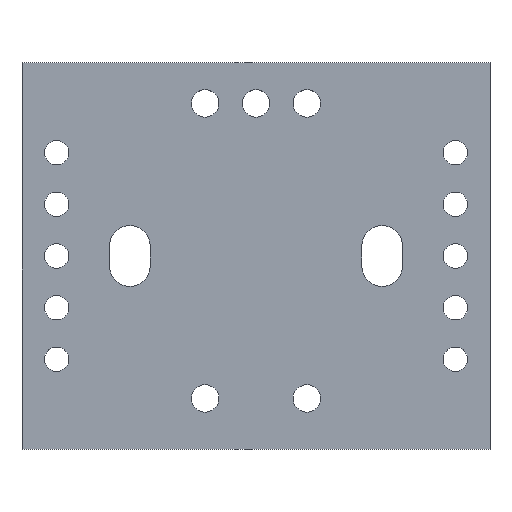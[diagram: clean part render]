
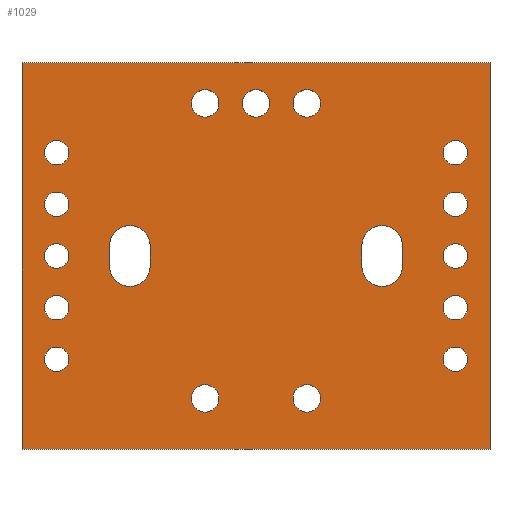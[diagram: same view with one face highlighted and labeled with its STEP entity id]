
A CAD part, top view. The second image highlights one B-rep face of the part: STEP entity #1029.
In plain terms, the highlighted planar face has unit normal (0, 0, 1).
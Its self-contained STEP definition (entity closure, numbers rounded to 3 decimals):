
#92 = VERTEX_POINT('',#93);
#93 = CARTESIAN_POINT('',(-11.5,-9.5,1.2));
#99 = EDGE_CURVE('',#92,#100,#102,.T.);
#100 = VERTEX_POINT('',#101);
#101 = CARTESIAN_POINT('',(-11.5,9.5,1.2));
#102 = LINE('',#103,#104);
#103 = CARTESIAN_POINT('',(-11.5,-9.5,1.2));
#104 = VECTOR('',#105,1.);
#105 = DIRECTION('',(0.,1.,0.));
#130 = EDGE_CURVE('',#100,#131,#133,.T.);
#131 = VERTEX_POINT('',#132);
#132 = CARTESIAN_POINT('',(11.5,9.5,1.2));
#133 = LINE('',#134,#135);
#134 = CARTESIAN_POINT('',(-11.5,9.5,1.2));
#135 = VECTOR('',#136,1.);
#136 = DIRECTION('',(1.,0.,0.));
#161 = EDGE_CURVE('',#131,#162,#164,.T.);
#162 = VERTEX_POINT('',#163);
#163 = CARTESIAN_POINT('',(11.5,-9.5,1.2));
#164 = LINE('',#165,#166);
#165 = CARTESIAN_POINT('',(11.5,9.5,1.2));
#166 = VECTOR('',#167,1.);
#167 = DIRECTION('',(0.,-1.,0.));
#192 = EDGE_CURVE('',#162,#92,#193,.T.);
#193 = LINE('',#194,#195);
#194 = CARTESIAN_POINT('',(11.5,-9.5,1.2));
#195 = VECTOR('',#196,1.);
#196 = DIRECTION('',(-1.,0.,0.));
#216 = VERTEX_POINT('',#217);
#217 = CARTESIAN_POINT('',(-9.2,-5.08,1.2));
#223 = EDGE_CURVE('',#216,#216,#224,.T.);
#224 = CIRCLE('',#225,0.6);
#225 = AXIS2_PLACEMENT_3D('',#226,#227,#228);
#226 = CARTESIAN_POINT('',(-9.8,-5.08,1.2));
#227 = DIRECTION('',(0.,0.,1.));
#228 = DIRECTION('',(1.,0.,0.));
#249 = VERTEX_POINT('',#250);
#250 = CARTESIAN_POINT('',(-9.2,-2.54,1.2));
#256 = EDGE_CURVE('',#249,#249,#257,.T.);
#257 = CIRCLE('',#258,0.6);
#258 = AXIS2_PLACEMENT_3D('',#259,#260,#261);
#259 = CARTESIAN_POINT('',(-9.8,-2.54,1.2));
#260 = DIRECTION('',(0.,0.,1.));
#261 = DIRECTION('',(1.,0.,0.));
#282 = VERTEX_POINT('',#283);
#283 = CARTESIAN_POINT('',(-1.825,-7.,1.2));
#289 = EDGE_CURVE('',#282,#282,#290,.T.);
#290 = CIRCLE('',#291,0.675);
#291 = AXIS2_PLACEMENT_3D('',#292,#293,#294);
#292 = CARTESIAN_POINT('',(-2.5,-7.,1.2));
#293 = DIRECTION('',(0.,0.,1.));
#294 = DIRECTION('',(1.,0.,0.));
#315 = VERTEX_POINT('',#316);
#316 = CARTESIAN_POINT('',(-5.2,0.5,1.2));
#322 = EDGE_CURVE('',#315,#323,#325,.T.);
#323 = VERTEX_POINT('',#324);
#324 = CARTESIAN_POINT('',(-7.2,0.5,1.2));
#325 = CIRCLE('',#326,1.);
#326 = AXIS2_PLACEMENT_3D('',#327,#328,#329);
#327 = CARTESIAN_POINT('',(-6.2,0.5,1.2));
#328 = DIRECTION('',(0.,0.,1.));
#329 = DIRECTION('',(1.,0.,0.));
#357 = VERTEX_POINT('',#358);
#358 = CARTESIAN_POINT('',(-5.2,-0.5,1.2));
#364 = EDGE_CURVE('',#357,#315,#365,.T.);
#365 = LINE('',#366,#367);
#366 = CARTESIAN_POINT('',(-5.2,-0.5,1.2));
#367 = VECTOR('',#368,1.);
#368 = DIRECTION('',(0.,1.,0.));
#388 = VERTEX_POINT('',#389);
#389 = CARTESIAN_POINT('',(-7.2,-0.5,1.2));
#395 = EDGE_CURVE('',#388,#357,#396,.T.);
#396 = CIRCLE('',#397,1.);
#397 = AXIS2_PLACEMENT_3D('',#398,#399,#400);
#398 = CARTESIAN_POINT('',(-6.2,-0.5,1.2));
#399 = DIRECTION('',(0.,0.,1.));
#400 = DIRECTION('',(-1.,0.,0.));
#419 = EDGE_CURVE('',#323,#388,#420,.T.);
#420 = LINE('',#421,#422);
#421 = CARTESIAN_POINT('',(-7.2,0.5,1.2));
#422 = VECTOR('',#423,1.);
#423 = DIRECTION('',(0.,-1.,0.));
#443 = VERTEX_POINT('',#444);
#444 = CARTESIAN_POINT('',(-9.2,0.,1.2));
#450 = EDGE_CURVE('',#443,#443,#451,.T.);
#451 = CIRCLE('',#452,0.6);
#452 = AXIS2_PLACEMENT_3D('',#453,#454,#455);
#453 = CARTESIAN_POINT('',(-9.8,0.,1.2));
#454 = DIRECTION('',(0.,0.,1.));
#455 = DIRECTION('',(1.,0.,0.));
#476 = VERTEX_POINT('',#477);
#477 = CARTESIAN_POINT('',(-9.2,2.54,1.2));
#483 = EDGE_CURVE('',#476,#476,#484,.T.);
#484 = CIRCLE('',#485,0.6);
#485 = AXIS2_PLACEMENT_3D('',#486,#487,#488);
#486 = CARTESIAN_POINT('',(-9.8,2.54,1.2));
#487 = DIRECTION('',(0.,0.,1.));
#488 = DIRECTION('',(1.,0.,0.));
#509 = VERTEX_POINT('',#510);
#510 = CARTESIAN_POINT('',(-9.2,5.08,1.2));
#516 = EDGE_CURVE('',#509,#509,#517,.T.);
#517 = CIRCLE('',#518,0.6);
#518 = AXIS2_PLACEMENT_3D('',#519,#520,#521);
#519 = CARTESIAN_POINT('',(-9.8,5.08,1.2));
#520 = DIRECTION('',(0.,0.,1.));
#521 = DIRECTION('',(1.,0.,0.));
#542 = VERTEX_POINT('',#543);
#543 = CARTESIAN_POINT('',(-1.825,7.5,1.2));
#549 = EDGE_CURVE('',#542,#542,#550,.T.);
#550 = CIRCLE('',#551,0.675);
#551 = AXIS2_PLACEMENT_3D('',#552,#553,#554);
#552 = CARTESIAN_POINT('',(-2.5,7.5,1.2));
#553 = DIRECTION('',(0.,0.,1.));
#554 = DIRECTION('',(1.,0.,0.));
#575 = VERTEX_POINT('',#576);
#576 = CARTESIAN_POINT('',(3.175,-7.,1.2));
#582 = EDGE_CURVE('',#575,#575,#583,.T.);
#583 = CIRCLE('',#584,0.675);
#584 = AXIS2_PLACEMENT_3D('',#585,#586,#587);
#585 = CARTESIAN_POINT('',(2.5,-7.,1.2));
#586 = DIRECTION('',(0.,0.,1.));
#587 = DIRECTION('',(1.,0.,0.));
#608 = VERTEX_POINT('',#609);
#609 = CARTESIAN_POINT('',(7.2,0.5,1.2));
#615 = EDGE_CURVE('',#608,#616,#618,.T.);
#616 = VERTEX_POINT('',#617);
#617 = CARTESIAN_POINT('',(5.2,0.5,1.2));
#618 = CIRCLE('',#619,1.);
#619 = AXIS2_PLACEMENT_3D('',#620,#621,#622);
#620 = CARTESIAN_POINT('',(6.2,0.5,1.2));
#621 = DIRECTION('',(0.,0.,1.));
#622 = DIRECTION('',(1.,0.,0.));
#650 = VERTEX_POINT('',#651);
#651 = CARTESIAN_POINT('',(7.2,-0.5,1.2));
#657 = EDGE_CURVE('',#650,#608,#658,.T.);
#658 = LINE('',#659,#660);
#659 = CARTESIAN_POINT('',(7.2,-0.5,1.2));
#660 = VECTOR('',#661,1.);
#661 = DIRECTION('',(0.,1.,0.));
#681 = VERTEX_POINT('',#682);
#682 = CARTESIAN_POINT('',(5.2,-0.5,1.2));
#688 = EDGE_CURVE('',#681,#650,#689,.T.);
#689 = CIRCLE('',#690,1.);
#690 = AXIS2_PLACEMENT_3D('',#691,#692,#693);
#691 = CARTESIAN_POINT('',(6.2,-0.5,1.2));
#692 = DIRECTION('',(0.,0.,1.));
#693 = DIRECTION('',(-1.,0.,0.));
#712 = EDGE_CURVE('',#616,#681,#713,.T.);
#713 = LINE('',#714,#715);
#714 = CARTESIAN_POINT('',(5.2,0.5,1.2));
#715 = VECTOR('',#716,1.);
#716 = DIRECTION('',(0.,-1.,0.));
#736 = VERTEX_POINT('',#737);
#737 = CARTESIAN_POINT('',(10.4,-5.08,1.2));
#743 = EDGE_CURVE('',#736,#736,#744,.T.);
#744 = CIRCLE('',#745,0.6);
#745 = AXIS2_PLACEMENT_3D('',#746,#747,#748);
#746 = CARTESIAN_POINT('',(9.8,-5.08,1.2));
#747 = DIRECTION('',(0.,0.,1.));
#748 = DIRECTION('',(1.,0.,0.));
#769 = VERTEX_POINT('',#770);
#770 = CARTESIAN_POINT('',(10.4,-2.54,1.2));
#776 = EDGE_CURVE('',#769,#769,#777,.T.);
#777 = CIRCLE('',#778,0.6);
#778 = AXIS2_PLACEMENT_3D('',#779,#780,#781);
#779 = CARTESIAN_POINT('',(9.8,-2.54,1.2));
#780 = DIRECTION('',(0.,0.,1.));
#781 = DIRECTION('',(1.,0.,0.));
#802 = VERTEX_POINT('',#803);
#803 = CARTESIAN_POINT('',(3.175,7.5,1.2));
#809 = EDGE_CURVE('',#802,#802,#810,.T.);
#810 = CIRCLE('',#811,0.675);
#811 = AXIS2_PLACEMENT_3D('',#812,#813,#814);
#812 = CARTESIAN_POINT('',(2.5,7.5,1.2));
#813 = DIRECTION('',(0.,0.,1.));
#814 = DIRECTION('',(1.,0.,0.));
#835 = VERTEX_POINT('',#836);
#836 = CARTESIAN_POINT('',(0.675,7.5,1.2));
#842 = EDGE_CURVE('',#835,#835,#843,.T.);
#843 = CIRCLE('',#844,0.675);
#844 = AXIS2_PLACEMENT_3D('',#845,#846,#847);
#845 = CARTESIAN_POINT('',(0.,7.5,1.2));
#846 = DIRECTION('',(0.,0.,1.));
#847 = DIRECTION('',(1.,0.,0.));
#868 = VERTEX_POINT('',#869);
#869 = CARTESIAN_POINT('',(10.4,0.,1.2));
#875 = EDGE_CURVE('',#868,#868,#876,.T.);
#876 = CIRCLE('',#877,0.6);
#877 = AXIS2_PLACEMENT_3D('',#878,#879,#880);
#878 = CARTESIAN_POINT('',(9.8,0.,1.2));
#879 = DIRECTION('',(0.,0.,1.));
#880 = DIRECTION('',(1.,0.,0.));
#901 = VERTEX_POINT('',#902);
#902 = CARTESIAN_POINT('',(10.4,5.08,1.2));
#908 = EDGE_CURVE('',#901,#901,#909,.T.);
#909 = CIRCLE('',#910,0.6);
#910 = AXIS2_PLACEMENT_3D('',#911,#912,#913);
#911 = CARTESIAN_POINT('',(9.8,5.08,1.2));
#912 = DIRECTION('',(0.,0.,1.));
#913 = DIRECTION('',(1.,0.,0.));
#934 = VERTEX_POINT('',#935);
#935 = CARTESIAN_POINT('',(10.4,2.54,1.2));
#941 = EDGE_CURVE('',#934,#934,#942,.T.);
#942 = CIRCLE('',#943,0.6);
#943 = AXIS2_PLACEMENT_3D('',#944,#945,#946);
#944 = CARTESIAN_POINT('',(9.8,2.54,1.2));
#945 = DIRECTION('',(0.,0.,1.));
#946 = DIRECTION('',(1.,0.,0.));
#1029 = ADVANCED_FACE('',(#1030,#1036,#1039,#1042,#1045,#1051,#1054,
    #1057,#1060,#1063,#1066,#1072,#1075,#1078,#1081,#1084,#1087,#1090),
  #1093,.T.);
#1030 = FACE_BOUND('',#1031,.F.);
#1031 = EDGE_LOOP('',(#1032,#1033,#1034,#1035));
#1032 = ORIENTED_EDGE('',*,*,#99,.T.);
#1033 = ORIENTED_EDGE('',*,*,#130,.T.);
#1034 = ORIENTED_EDGE('',*,*,#161,.T.);
#1035 = ORIENTED_EDGE('',*,*,#192,.T.);
#1036 = FACE_BOUND('',#1037,.T.);
#1037 = EDGE_LOOP('',(#1038));
#1038 = ORIENTED_EDGE('',*,*,#223,.F.);
#1039 = FACE_BOUND('',#1040,.T.);
#1040 = EDGE_LOOP('',(#1041));
#1041 = ORIENTED_EDGE('',*,*,#256,.F.);
#1042 = FACE_BOUND('',#1043,.T.);
#1043 = EDGE_LOOP('',(#1044));
#1044 = ORIENTED_EDGE('',*,*,#289,.F.);
#1045 = FACE_BOUND('',#1046,.T.);
#1046 = EDGE_LOOP('',(#1047,#1048,#1049,#1050));
#1047 = ORIENTED_EDGE('',*,*,#322,.F.);
#1048 = ORIENTED_EDGE('',*,*,#364,.F.);
#1049 = ORIENTED_EDGE('',*,*,#395,.F.);
#1050 = ORIENTED_EDGE('',*,*,#419,.F.);
#1051 = FACE_BOUND('',#1052,.T.);
#1052 = EDGE_LOOP('',(#1053));
#1053 = ORIENTED_EDGE('',*,*,#450,.F.);
#1054 = FACE_BOUND('',#1055,.T.);
#1055 = EDGE_LOOP('',(#1056));
#1056 = ORIENTED_EDGE('',*,*,#483,.F.);
#1057 = FACE_BOUND('',#1058,.T.);
#1058 = EDGE_LOOP('',(#1059));
#1059 = ORIENTED_EDGE('',*,*,#516,.F.);
#1060 = FACE_BOUND('',#1061,.T.);
#1061 = EDGE_LOOP('',(#1062));
#1062 = ORIENTED_EDGE('',*,*,#549,.F.);
#1063 = FACE_BOUND('',#1064,.T.);
#1064 = EDGE_LOOP('',(#1065));
#1065 = ORIENTED_EDGE('',*,*,#582,.F.);
#1066 = FACE_BOUND('',#1067,.T.);
#1067 = EDGE_LOOP('',(#1068,#1069,#1070,#1071));
#1068 = ORIENTED_EDGE('',*,*,#615,.F.);
#1069 = ORIENTED_EDGE('',*,*,#657,.F.);
#1070 = ORIENTED_EDGE('',*,*,#688,.F.);
#1071 = ORIENTED_EDGE('',*,*,#712,.F.);
#1072 = FACE_BOUND('',#1073,.T.);
#1073 = EDGE_LOOP('',(#1074));
#1074 = ORIENTED_EDGE('',*,*,#743,.F.);
#1075 = FACE_BOUND('',#1076,.T.);
#1076 = EDGE_LOOP('',(#1077));
#1077 = ORIENTED_EDGE('',*,*,#776,.F.);
#1078 = FACE_BOUND('',#1079,.T.);
#1079 = EDGE_LOOP('',(#1080));
#1080 = ORIENTED_EDGE('',*,*,#809,.F.);
#1081 = FACE_BOUND('',#1082,.T.);
#1082 = EDGE_LOOP('',(#1083));
#1083 = ORIENTED_EDGE('',*,*,#842,.F.);
#1084 = FACE_BOUND('',#1085,.T.);
#1085 = EDGE_LOOP('',(#1086));
#1086 = ORIENTED_EDGE('',*,*,#875,.F.);
#1087 = FACE_BOUND('',#1088,.T.);
#1088 = EDGE_LOOP('',(#1089));
#1089 = ORIENTED_EDGE('',*,*,#908,.F.);
#1090 = FACE_BOUND('',#1091,.T.);
#1091 = EDGE_LOOP('',(#1092));
#1092 = ORIENTED_EDGE('',*,*,#941,.F.);
#1093 = PLANE('',#1094);
#1094 = AXIS2_PLACEMENT_3D('',#1095,#1096,#1097);
#1095 = CARTESIAN_POINT('',(-11.5,-9.5,1.2));
#1096 = DIRECTION('',(0.,0.,1.));
#1097 = DIRECTION('',(1.,0.,0.));
